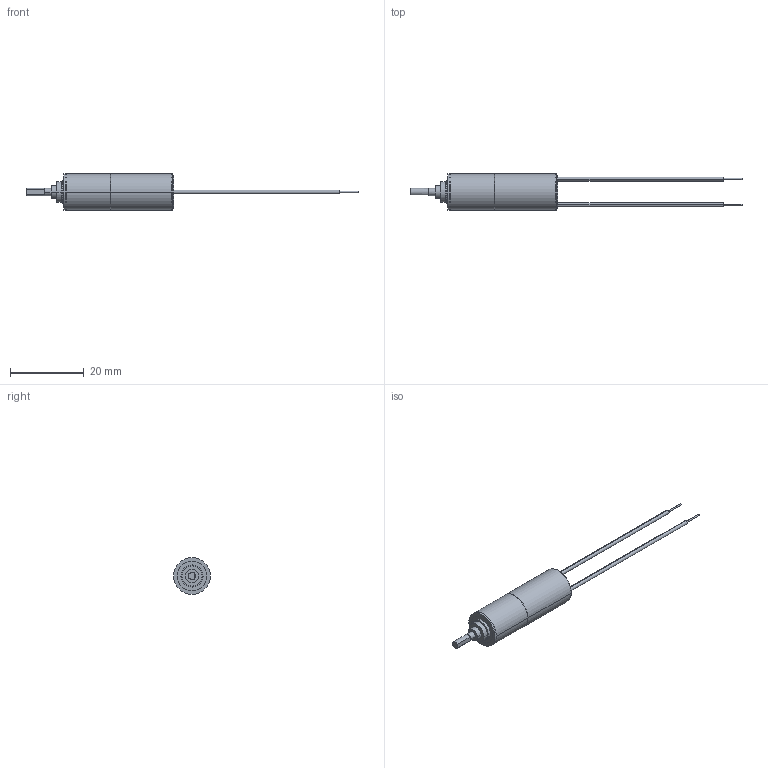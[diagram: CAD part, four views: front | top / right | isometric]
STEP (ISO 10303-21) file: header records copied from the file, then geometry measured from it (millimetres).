
FILE_DESCRIPTION((''),'2;1');
FILE_NAME('4696320000847_SW0001','2023-11-17T14:28:36',('BU5.RD'),(''),'CREO PARAMETRIC BY PTC INC, 2018100','CREO PARAMETRIC BY PTC INC, 2018100','');
FILE_SCHEMA(('CONFIG_CONTROL_DESIGN'));
Length unit declared in the file: millimetre
Products named in the file (1): 4696320000847_SW0001
Bounding box: 90.15 x 10 x 10 mm (x, y, z)
Volume: 2489.9 mm3; surface area: 1516.2 mm2
Topology: 1 solids, 1 shells, 65 faces, 131 edges, 82 vertices
Faces by surface type: cylinder 34, plane 18, cone 13
Entity records: 1756 total; most frequent: DIRECTION 338, CARTESIAN_POINT 284, ORIENTED_EDGE 262, AXIS2_PLACEMENT_3D 144, EDGE_CURVE 131, VERTEX_POINT 82, EDGE_LOOP 79, CIRCLE 79
